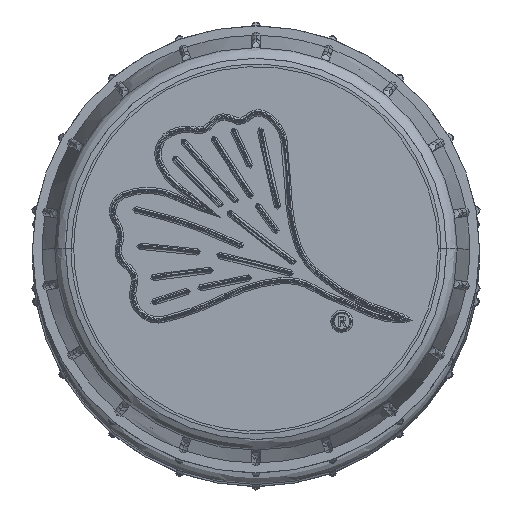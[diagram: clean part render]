
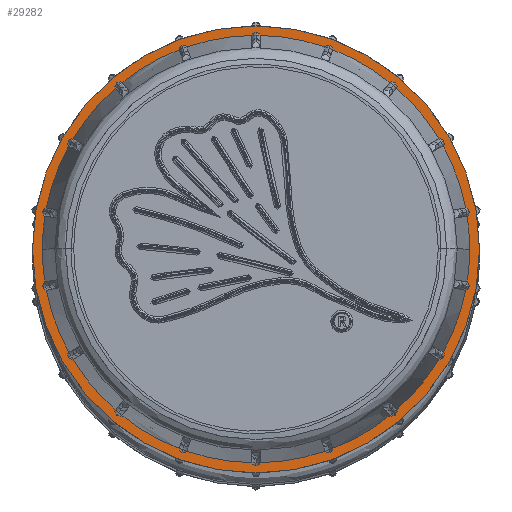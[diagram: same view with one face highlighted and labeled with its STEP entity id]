
A CAD part, top view. The second image highlights one B-rep face of the part: STEP entity #29282.
In plain terms, the highlighted planar face has unit normal (0, 0, 1).
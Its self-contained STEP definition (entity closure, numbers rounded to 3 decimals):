
#1575 = EDGE_LOOP ( 'NONE', ( #37753, #15092 ) ) ;
#1864 = ORIENTED_EDGE ( 'NONE', *, *, #6505, .T. ) ;
#2171 = VERTEX_POINT ( 'NONE', #43171 ) ;
#2583 = DIRECTION ( 'NONE',  ( -1., 0., 0. ) ) ;
#2719 = DIRECTION ( 'NONE',  ( 0., 0., -1. ) ) ;
#2966 = VERTEX_POINT ( 'NONE', #39640 ) ;
#3655 = CARTESIAN_POINT ( 'NONE',  ( 0., 0., 468.25 ) ) ;
#3955 = DIRECTION ( 'NONE',  ( -1., 0., 0. ) ) ;
#4500 = EDGE_CURVE ( 'NONE', #2171, #44967, #10834, .T. ) ;
#5524 = AXIS2_PLACEMENT_3D ( 'NONE', #10065, #45538, #2583 ) ;
#6505 = EDGE_CURVE ( 'NONE', #44967, #2171, #24916, .T. ) ;
#7443 = CARTESIAN_POINT ( 'NONE',  ( -26.977, 0., 468.25 ) ) ;
#9973 = CARTESIAN_POINT ( 'NONE',  ( 0., 0., 468.25 ) ) ;
#10065 = CARTESIAN_POINT ( 'NONE',  ( 0., 0., 468.25 ) ) ;
#10469 = VERTEX_POINT ( 'NONE', #7443 ) ;
#10834 = CIRCLE ( 'NONE', #32673, 25. ) ;
#11217 = CIRCLE ( 'NONE', #5524, 26.977 ) ;
#11400 = DIRECTION ( 'NONE',  ( 0., 0., -1. ) ) ;
#12059 = EDGE_CURVE ( 'NONE', #2966, #10469, #11217, .T. ) ;
#15092 = ORIENTED_EDGE ( 'NONE', *, *, #12059, .F. ) ;
#15419 = DIRECTION ( 'NONE',  ( -1., 0., 0. ) ) ;
#16608 = AXIS2_PLACEMENT_3D ( 'NONE', #9973, #21040, #24699 ) ;
#16813 = FACE_OUTER_BOUND ( 'NONE', #1575, .T. ) ;
#16911 = EDGE_LOOP ( 'NONE', ( #1864, #33239 ) ) ;
#16991 = DIRECTION ( 'NONE',  ( -1., 0., 0. ) ) ;
#18455 = CIRCLE ( 'NONE', #24579, 26.977 ) ;
#21040 = DIRECTION ( 'NONE',  ( 0., 0., 1. ) ) ;
#24213 = FACE_BOUND ( 'NONE', #16911, .T. ) ;
#24579 = AXIS2_PLACEMENT_3D ( 'NONE', #30567, #37161, #15419 ) ;
#24699 = DIRECTION ( 'NONE',  ( 1., 0., 0. ) ) ;
#24916 = CIRCLE ( 'NONE', #38968, 25. ) ;
#28088 = PLANE ( 'NONE',  #16608 ) ;
#29282 = ADVANCED_FACE ( 'NONE', ( #16813, #24213 ), #28088, .T. ) ;
#30380 = EDGE_CURVE ( 'NONE', #10469, #2966, #18455, .T. ) ;
#30567 = CARTESIAN_POINT ( 'NONE',  ( 0., 0., 468.25 ) ) ;
#32673 = AXIS2_PLACEMENT_3D ( 'NONE', #35240, #2719, #16991 ) ;
#33239 = ORIENTED_EDGE ( 'NONE', *, *, #4500, .T. ) ;
#35240 = CARTESIAN_POINT ( 'NONE',  ( 0., 0., 468.25 ) ) ;
#37161 = DIRECTION ( 'NONE',  ( 0., 0., -1. ) ) ;
#37753 = ORIENTED_EDGE ( 'NONE', *, *, #30380, .F. ) ;
#37758 = CARTESIAN_POINT ( 'NONE',  ( -25., 0., 468.25 ) ) ;
#38968 = AXIS2_PLACEMENT_3D ( 'NONE', #3655, #11400, #3955 ) ;
#39640 = CARTESIAN_POINT ( 'NONE',  ( 26.977, 0., 468.25 ) ) ;
#43171 = CARTESIAN_POINT ( 'NONE',  ( 25., 0., 468.25 ) ) ;
#44967 = VERTEX_POINT ( 'NONE', #37758 ) ;
#45538 = DIRECTION ( 'NONE',  ( 0., 0., -1. ) ) ;
